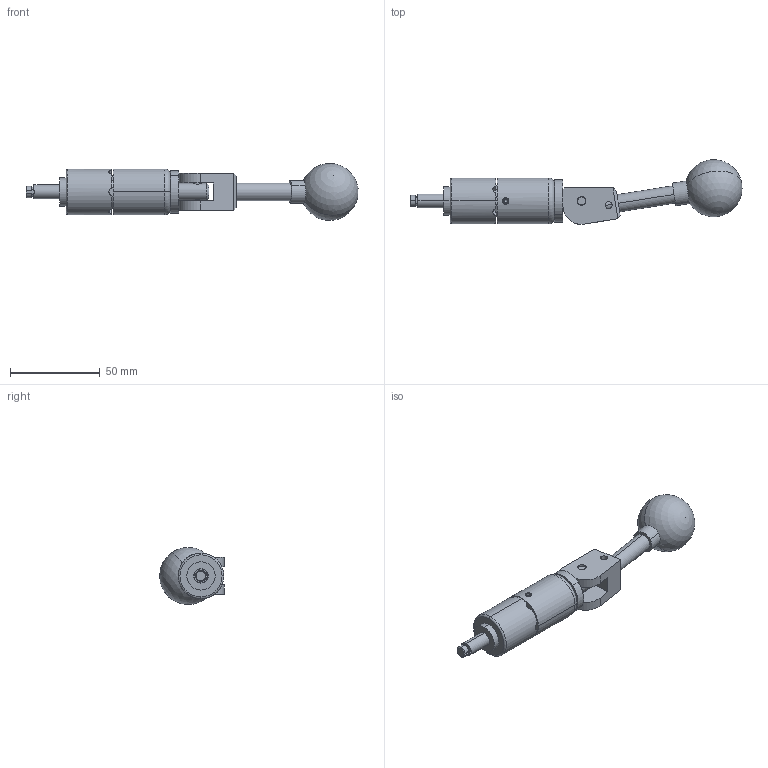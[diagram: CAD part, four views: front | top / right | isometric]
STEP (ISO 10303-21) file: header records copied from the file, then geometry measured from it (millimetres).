
FILE_DESCRIPTION (( 'STEP AP214' ), '1' );
FILE_NAME ('CTSC-003472.STEP', '2025-07-28T16:19:00', ( '' ), ( '' ), 'SwSTEP 2.0', 'SolidWorks 2023', '' );
FILE_SCHEMA (( 'AUTOMOTIVE_DESIGN' ));
Length unit declared in the file: inch
Products named in the file (1): CTSC-003472
Bounding box: 184.46 x 35.92 x 31.66 mm (x, y, z)
Volume: 61385.6 mm3; surface area: 18532.1 mm2
Topology: 7 solids, 7 shells, 228 faces, 558 edges, 348 vertices
Faces by surface type: plane 91, cylinder 86, cone 37, torus 9, bspline 3, sphere 2
Entity records: 10660 total; most frequent: CARTESIAN_POINT 2404, DIRECTION 1121, ORIENTED_EDGE 1098, EDGE_CURVE 549, AXIS2_PLACEMENT_3D 436, VERTEX_POINT 345, EDGE_LOOP 252, VECTOR 249
